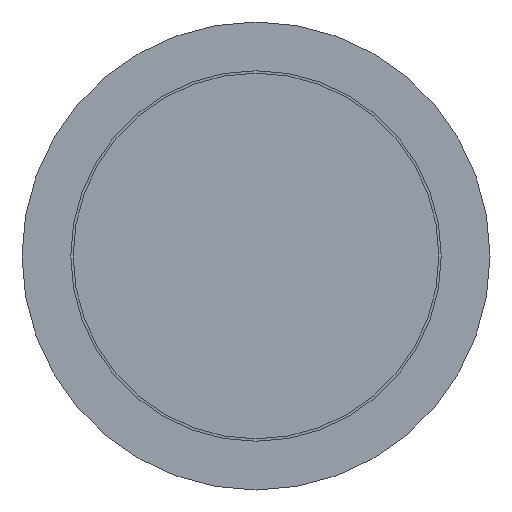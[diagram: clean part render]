
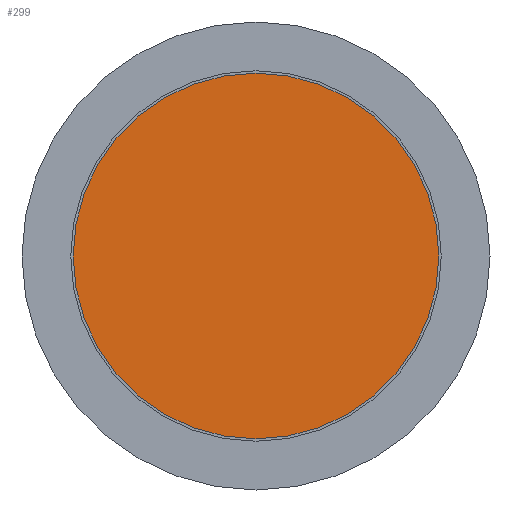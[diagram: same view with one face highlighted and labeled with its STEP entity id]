
A CAD part, front view. The second image highlights one B-rep face of the part: STEP entity #299.
In plain terms, the highlighted planar face has unit normal (0, -1, 0).
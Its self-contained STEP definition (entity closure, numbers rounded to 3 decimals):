
#4 = DIRECTION ( 'NONE',  ( 0., 0., 1. ) ) ;
#67 = EDGE_LOOP ( 'NONE', ( #349 ) ) ;
#133 = CIRCLE ( 'NONE', #447, 18.75 ) ;
#158 = VERTEX_POINT ( 'NONE', #205 ) ;
#186 = PLANE ( 'NONE',  #256 ) ;
#205 = CARTESIAN_POINT ( 'NONE',  ( 0., 0., -18.75 ) ) ;
#236 = CARTESIAN_POINT ( 'NONE',  ( 0., 0., 0. ) ) ;
#256 = AXIS2_PLACEMENT_3D ( 'NONE', #358, #394, #4 ) ;
#299 = ADVANCED_FACE ( 'NONE', ( #472 ), #186, .F. ) ;
#349 = ORIENTED_EDGE ( 'NONE', *, *, #469, .T. ) ;
#358 = CARTESIAN_POINT ( 'NONE',  ( -18.75, 0., 0. ) ) ;
#371 = DIRECTION ( 'NONE',  ( 0., 0., -1. ) ) ;
#394 = DIRECTION ( 'NONE',  ( 0., 1., 0. ) ) ;
#447 = AXIS2_PLACEMENT_3D ( 'NONE', #236, #450, #371 ) ;
#450 = DIRECTION ( 'NONE',  ( 0., -1., 0. ) ) ;
#469 = EDGE_CURVE ( 'NONE', #158, #158, #133, .T. ) ;
#472 = FACE_OUTER_BOUND ( 'NONE', #67, .T. ) ;
